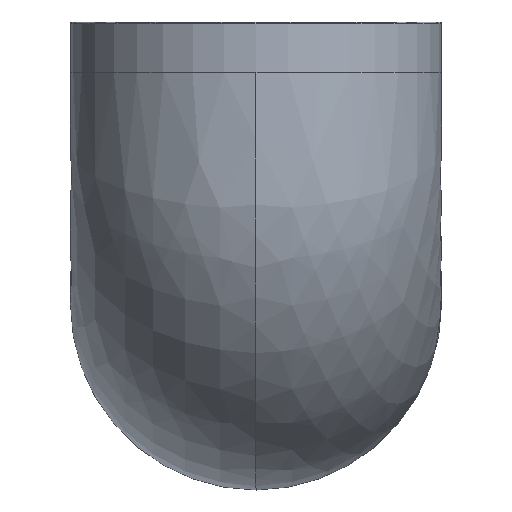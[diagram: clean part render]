
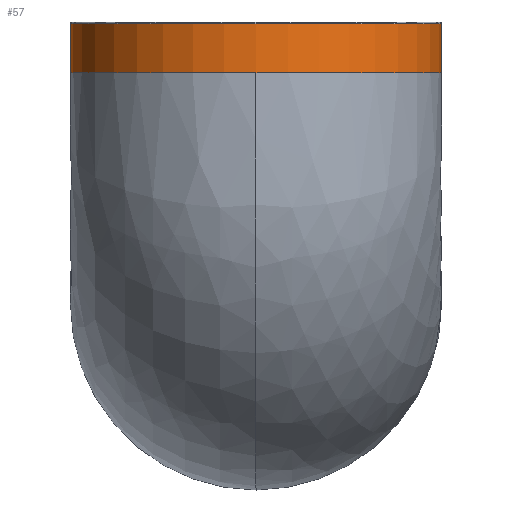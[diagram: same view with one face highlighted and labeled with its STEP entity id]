
A CAD part, top view. The second image highlights one B-rep face of the part: STEP entity #57.
In plain terms, the highlighted cylindrical face has radius 55 mm (diameter 110 mm), a partial arc.
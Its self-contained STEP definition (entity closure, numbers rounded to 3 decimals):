
#57=ADVANCED_FACE('',(#124),#125,.T.);
#124=FACE_OUTER_BOUND('',#755,.T.);
#125=CYLINDRICAL_SURFACE('',#756,55.0);
#755=EDGE_LOOP('',(#1401,#1402,#1403,#1404,#1405,#1406));
#756=AXIS2_PLACEMENT_3D('',#1407,#1408,#1409);
#1401=ORIENTED_EDGE('',*,*,#1570,.F.);
#1402=ORIENTED_EDGE('',*,*,#1571,.T.);
#1403=ORIENTED_EDGE('',*,*,#1544,.T.);
#1404=ORIENTED_EDGE('',*,*,#1572,.F.);
#1405=ORIENTED_EDGE('',*,*,#1573,.F.);
#1406=ORIENTED_EDGE('',*,*,#1574,.F.);
#1407=CARTESIAN_POINT('',(0.,83.5,83.5));
#1408=DIRECTION('',(0.,-1.0,0.));
#1409=DIRECTION('',(-1.0,0.,0.));
#1544=EDGE_CURVE('',#1623,#1621,#1624,.T.);
#1570=EDGE_CURVE('',#1668,#1669,#1670,.T.);
#1571=EDGE_CURVE('',#1668,#1623,#1671,.T.);
#1572=EDGE_CURVE('',#1672,#1621,#1673,.T.);
#1573=EDGE_CURVE('',#1674,#1672,#1675,.T.);
#1574=EDGE_CURVE('',#1669,#1674,#1676,.T.);
#1621=VERTEX_POINT('',#1743);
#1623=VERTEX_POINT('',#1745);
#1624=CIRCLE('',#1746,55.0);
#1668=VERTEX_POINT('',#1870);
#1669=VERTEX_POINT('',#1871);
#1670=LINE('',#1872,#1873);
#1671=CIRCLE('',#1874,55.0);
#1672=VERTEX_POINT('',#1875);
#1673=LINE('',#1876,#1877);
#1674=VERTEX_POINT('',#1878);
#1675=CIRCLE('',#1879,55.0);
#1676=CIRCLE('',#1880,55.0);
#1743=CARTESIAN_POINT('',(55.0,68.5,83.5));
#1745=CARTESIAN_POINT('',(0.,68.5,138.5));
#1746=AXIS2_PLACEMENT_3D('',#1991,#1992,#1993);
#1870=CARTESIAN_POINT('',(-55.0,68.5,83.5));
#1871=CARTESIAN_POINT('',(-55.0,83.0,83.5));
#1872=CARTESIAN_POINT('',(-55.0,75.746,83.5));
#1873=VECTOR('',#2025,1.0);
#1874=AXIS2_PLACEMENT_3D('',#2026,#2027,#2028);
#1875=CARTESIAN_POINT('',(55.0,83.0,83.5));
#1876=CARTESIAN_POINT('',(55.0,75.746,83.5));
#1877=VECTOR('',#2029,1.0);
#1878=CARTESIAN_POINT('',(0.,83.0,138.5));
#1879=AXIS2_PLACEMENT_3D('',#2030,#2031,#2032);
#1880=AXIS2_PLACEMENT_3D('',#2033,#2034,#2035);
#1991=CARTESIAN_POINT('',(0.,68.5,83.5));
#1992=DIRECTION('',(0.,1.0,0.));
#1993=DIRECTION('',(-1.0,0.,0.));
#2025=DIRECTION('',(0.,1.0,0.));
#2026=CARTESIAN_POINT('',(0.,68.5,83.5));
#2027=DIRECTION('',(0.,1.0,0.));
#2028=DIRECTION('',(-1.0,0.,0.));
#2029=DIRECTION('',(0.,-1.0,0.));
#2030=CARTESIAN_POINT('',(0.,83.0,83.5));
#2031=DIRECTION('',(0.,1.0,0.));
#2032=DIRECTION('',(-1.0,0.,0.));
#2033=CARTESIAN_POINT('',(0.,83.0,83.5));
#2034=DIRECTION('',(0.,1.0,0.));
#2035=DIRECTION('',(-1.0,0.,0.));
